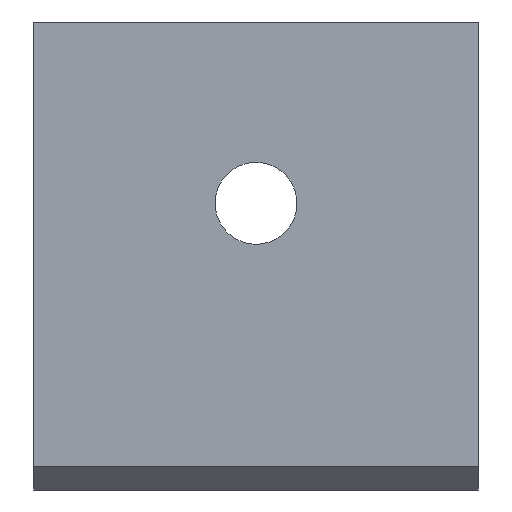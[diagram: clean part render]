
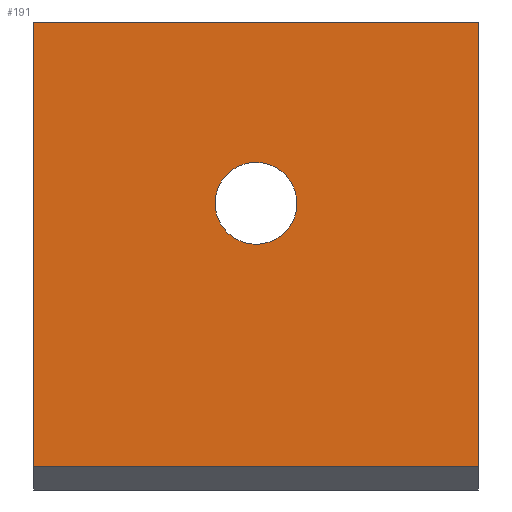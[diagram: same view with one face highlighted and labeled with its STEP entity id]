
A CAD part, front view. The second image highlights one B-rep face of the part: STEP entity #191.
In plain terms, the highlighted planar face has unit normal (0, -1, 0).
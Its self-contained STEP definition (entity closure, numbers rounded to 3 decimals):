
#48=AXIS2_PLACEMENT_3D('Circle Axis2P3D',#46,#47,$) ;
#131=AXIS2_PLACEMENT_3D('Circle Axis2P3D',#129,#130,$) ;
#151=AXIS2_PLACEMENT_3D('Plane Axis2P3D',#148,#149,#150) ;
#41=CARTESIAN_POINT('Vertex',(-3.072,0.,22.822)) ;
#46=CARTESIAN_POINT('Axis2P3D Location',(0.,0.,24.5)) ;
#50=CARTESIAN_POINT('Vertex',(3.072,0.,26.178)) ;
#129=CARTESIAN_POINT('Axis2P3D Location',(0.,0.,24.5)) ;
#148=CARTESIAN_POINT('Axis2P3D Location',(0.,0.,40.)) ;
#153=CARTESIAN_POINT('Line Origine',(19.,0.,21.)) ;
#157=CARTESIAN_POINT('Vertex',(19.,0.,40.)) ;
#159=CARTESIAN_POINT('Vertex',(19.,0.,2.)) ;
#162=CARTESIAN_POINT('Line Origine',(0.,0.,40.)) ;
#166=CARTESIAN_POINT('Vertex',(-19.,0.,40.)) ;
#169=CARTESIAN_POINT('Line Origine',(-19.,0.,21.)) ;
#173=CARTESIAN_POINT('Vertex',(-19.,0.,2.)) ;
#176=CARTESIAN_POINT('Line Origine',(0.,0.,2.)) ;
#47=DIRECTION('Axis2P3D Direction',(0.,-1.,-0.)) ;
#130=DIRECTION('Axis2P3D Direction',(0.,-1.,-0.)) ;
#149=DIRECTION('Axis2P3D Direction',(0.,-1.,0.)) ;
#150=DIRECTION('Axis2P3D XDirection',(0.,0.,-1.)) ;
#154=DIRECTION('Vector Direction',(0.,0.,-1.)) ;
#163=DIRECTION('Vector Direction',(1.,0.,0.)) ;
#170=DIRECTION('Vector Direction',(0.,0.,-1.)) ;
#177=DIRECTION('Vector Direction',(1.,0.,0.)) ;
#155=VECTOR('Line Direction',#154,1.) ;
#164=VECTOR('Line Direction',#163,1.) ;
#171=VECTOR('Line Direction',#170,1.) ;
#178=VECTOR('Line Direction',#177,1.) ;
#182=ORIENTED_EDGE('',*,*,#161,.F.) ;
#183=ORIENTED_EDGE('',*,*,#168,.F.) ;
#184=ORIENTED_EDGE('',*,*,#175,.T.) ;
#185=ORIENTED_EDGE('',*,*,#180,.T.) ;
#188=ORIENTED_EDGE('',*,*,#133,.F.) ;
#189=ORIENTED_EDGE('',*,*,#52,.F.) ;
#190=FACE_BOUND('',#187,.T.) ;
#191=ADVANCED_FACE('PartBody',(#186,#190),#152,.T.) ;
#49=CIRCLE('generated circle',#48,3.5) ;
#132=CIRCLE('generated circle',#131,3.5) ;
#52=EDGE_CURVE('',#42,#51,#49,.T.) ;
#133=EDGE_CURVE('',#51,#42,#132,.T.) ;
#161=EDGE_CURVE('',#158,#160,#156,.T.) ;
#168=EDGE_CURVE('',#167,#158,#165,.T.) ;
#175=EDGE_CURVE('',#167,#174,#172,.T.) ;
#180=EDGE_CURVE('',#174,#160,#179,.T.) ;
#181=EDGE_LOOP('',(#182,#183,#184,#185)) ;
#187=EDGE_LOOP('',(#188,#189)) ;
#186=FACE_OUTER_BOUND('',#181,.T.) ;
#156=LINE('Line',#153,#155) ;
#165=LINE('Line',#162,#164) ;
#172=LINE('Line',#169,#171) ;
#179=LINE('Line',#176,#178) ;
#152=PLANE('',#151) ;
#42=VERTEX_POINT('',#41) ;
#51=VERTEX_POINT('',#50) ;
#158=VERTEX_POINT('',#157) ;
#160=VERTEX_POINT('',#159) ;
#167=VERTEX_POINT('',#166) ;
#174=VERTEX_POINT('',#173) ;
